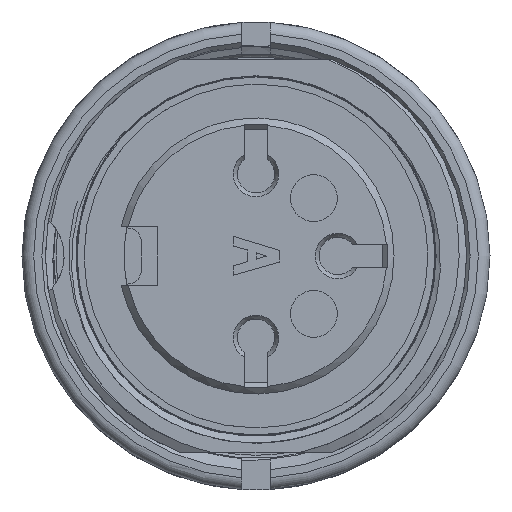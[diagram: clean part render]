
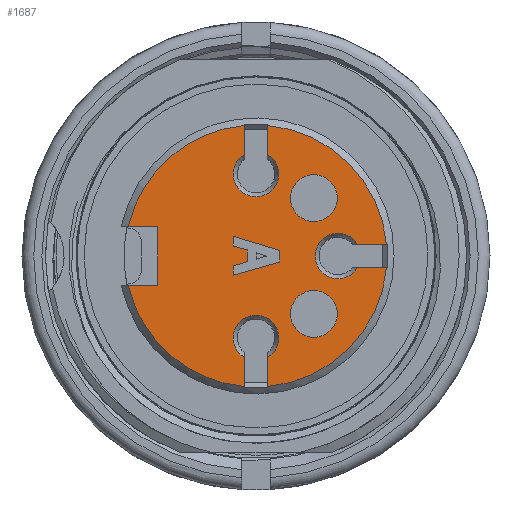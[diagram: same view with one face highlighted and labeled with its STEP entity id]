
A CAD part, front view. The second image highlights one B-rep face of the part: STEP entity #1687.
In plain terms, the highlighted planar face has unit normal (0, -1, 0).
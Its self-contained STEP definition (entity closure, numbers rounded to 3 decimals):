
#1060=FACE_BOUND('',#2749,.T.);
#1061=FACE_BOUND('',#2750,.T.);
#1062=FACE_BOUND('',#2751,.T.);
#1063=FACE_BOUND('',#2752,.T.);
#1384=CIRCLE('',#9579,1.);
#1385=CIRCLE('',#9580,5.6);
#1386=CIRCLE('',#9581,0.973);
#1387=CIRCLE('',#9582,5.6);
#1388=CIRCLE('',#9583,0.973);
#1389=CIRCLE('',#9584,5.6);
#1390=CIRCLE('',#9585,0.973);
#1391=CIRCLE('',#9586,5.6);
#1392=CIRCLE('',#9587,1.);
#1687=ADVANCED_FACE('',(#1060,#1061,#1062,#1063),#1997,.F.);
#1997=PLANE('',#9588);
#2749=EDGE_LOOP('',(#5545));
#2750=EDGE_LOOP('',(#5546,#5547,#5548,#5549,#5550,#5551,#5552,#5553));
#2751=EDGE_LOOP('',(#5554,#5555,#5556,#5557,#5558,#5559,#5560,#5561,#5562,
#5563,#5564,#5565,#5566,#5567,#5568,#5569));
#2752=EDGE_LOOP('',(#5570));
#3186=LINE('',#20600,#3820);
#3196=LINE('',#20631,#3830);
#3201=LINE('',#20640,#3835);
#3349=LINE('',#21727,#3983);
#3350=LINE('',#21730,#3984);
#3351=LINE('',#21732,#3985);
#3352=LINE('',#21734,#3986);
#3353=LINE('',#21736,#3987);
#3354=LINE('',#21738,#3988);
#3355=LINE('',#21740,#3989);
#3356=LINE('',#21742,#3990);
#3357=LINE('',#21745,#3991);
#3358=LINE('',#21749,#3992);
#3359=LINE('',#21753,#3993);
#3360=LINE('',#21757,#3994);
#3361=LINE('',#21761,#3995);
#3362=LINE('',#21765,#3996);
#3820=VECTOR('',#10211,1.);
#3830=VECTOR('',#10227,1.);
#3835=VECTOR('',#10234,1.);
#3983=VECTOR('',#10682,1.);
#3984=VECTOR('',#10683,1.);
#3985=VECTOR('',#10684,1.);
#3986=VECTOR('',#10685,1.);
#3987=VECTOR('',#10686,1.);
#3988=VECTOR('',#10687,1.);
#3989=VECTOR('',#10688,1.);
#3990=VECTOR('',#10689,1.);
#3991=VECTOR('',#10692,1.);
#3992=VECTOR('',#10695,1.);
#3993=VECTOR('',#10698,1.);
#3994=VECTOR('',#10701,1.);
#3995=VECTOR('',#10704,1.);
#3996=VECTOR('',#10707,1.);
#5545=ORIENTED_EDGE('',*,*,#8316,.F.);
#5546=ORIENTED_EDGE('',*,*,#8317,.T.);
#5547=ORIENTED_EDGE('',*,*,#8318,.T.);
#5548=ORIENTED_EDGE('',*,*,#8319,.T.);
#5549=ORIENTED_EDGE('',*,*,#8320,.T.);
#5550=ORIENTED_EDGE('',*,*,#8321,.T.);
#5551=ORIENTED_EDGE('',*,*,#8322,.T.);
#5552=ORIENTED_EDGE('',*,*,#8323,.T.);
#5553=ORIENTED_EDGE('',*,*,#8324,.T.);
#5554=ORIENTED_EDGE('',*,*,#8058,.T.);
#5555=ORIENTED_EDGE('',*,*,#8325,.T.);
#5556=ORIENTED_EDGE('',*,*,#8326,.F.);
#5557=ORIENTED_EDGE('',*,*,#8327,.F.);
#5558=ORIENTED_EDGE('',*,*,#8328,.F.);
#5559=ORIENTED_EDGE('',*,*,#8329,.T.);
#5560=ORIENTED_EDGE('',*,*,#8330,.F.);
#5561=ORIENTED_EDGE('',*,*,#8331,.F.);
#5562=ORIENTED_EDGE('',*,*,#8332,.F.);
#5563=ORIENTED_EDGE('',*,*,#8333,.T.);
#5564=ORIENTED_EDGE('',*,*,#8334,.F.);
#5565=ORIENTED_EDGE('',*,*,#8335,.F.);
#5566=ORIENTED_EDGE('',*,*,#8336,.F.);
#5567=ORIENTED_EDGE('',*,*,#8337,.T.);
#5568=ORIENTED_EDGE('',*,*,#8046,.T.);
#5569=ORIENTED_EDGE('',*,*,#8063,.T.);
#5570=ORIENTED_EDGE('',*,*,#8338,.F.);
#7112=VERTEX_POINT('',#20599);
#7113=VERTEX_POINT('',#20601);
#7122=VERTEX_POINT('',#20630);
#7123=VERTEX_POINT('',#20632);
#7280=VERTEX_POINT('',#21726);
#7281=VERTEX_POINT('',#21728);
#7282=VERTEX_POINT('',#21729);
#7283=VERTEX_POINT('',#21731);
#7284=VERTEX_POINT('',#21733);
#7285=VERTEX_POINT('',#21735);
#7286=VERTEX_POINT('',#21737);
#7287=VERTEX_POINT('',#21739);
#7288=VERTEX_POINT('',#21741);
#7289=VERTEX_POINT('',#21744);
#7290=VERTEX_POINT('',#21746);
#7291=VERTEX_POINT('',#21748);
#7292=VERTEX_POINT('',#21750);
#7293=VERTEX_POINT('',#21752);
#7294=VERTEX_POINT('',#21754);
#7295=VERTEX_POINT('',#21756);
#7296=VERTEX_POINT('',#21758);
#7297=VERTEX_POINT('',#21760);
#7298=VERTEX_POINT('',#21762);
#7299=VERTEX_POINT('',#21764);
#7300=VERTEX_POINT('',#21766);
#7301=VERTEX_POINT('',#21769);
#8046=EDGE_CURVE('',#7113,#7112,#3186,.T.);
#8058=EDGE_CURVE('',#7123,#7122,#3196,.T.);
#8063=EDGE_CURVE('',#7112,#7123,#3201,.T.);
#8316=EDGE_CURVE('',#7280,#7280,#1384,.T.);
#8317=EDGE_CURVE('',#7281,#7282,#3349,.T.);
#8318=EDGE_CURVE('',#7282,#7283,#3350,.T.);
#8319=EDGE_CURVE('',#7283,#7284,#3351,.T.);
#8320=EDGE_CURVE('',#7284,#7285,#3352,.T.);
#8321=EDGE_CURVE('',#7285,#7286,#3353,.T.);
#8322=EDGE_CURVE('',#7286,#7287,#3354,.T.);
#8323=EDGE_CURVE('',#7287,#7288,#3355,.T.);
#8324=EDGE_CURVE('',#7288,#7281,#3356,.T.);
#8325=EDGE_CURVE('',#7122,#7289,#1385,.T.);
#8326=EDGE_CURVE('',#7290,#7289,#3357,.T.);
#8327=EDGE_CURVE('',#7291,#7290,#1386,.T.);
#8328=EDGE_CURVE('',#7292,#7291,#3358,.T.);
#8329=EDGE_CURVE('',#7292,#7293,#1387,.T.);
#8330=EDGE_CURVE('',#7294,#7293,#3359,.T.);
#8331=EDGE_CURVE('',#7295,#7294,#1388,.T.);
#8332=EDGE_CURVE('',#7296,#7295,#3360,.T.);
#8333=EDGE_CURVE('',#7296,#7297,#1389,.T.);
#8334=EDGE_CURVE('',#7298,#7297,#3361,.T.);
#8335=EDGE_CURVE('',#7299,#7298,#1390,.T.);
#8336=EDGE_CURVE('',#7300,#7299,#3362,.T.);
#8337=EDGE_CURVE('',#7300,#7113,#1391,.T.);
#8338=EDGE_CURVE('',#7301,#7301,#1392,.T.);
#9579=AXIS2_PLACEMENT_3D('',#21725,#10680,#10681);
#9580=AXIS2_PLACEMENT_3D('',#21743,#10690,#10691);
#9581=AXIS2_PLACEMENT_3D('',#21747,#10693,#10694);
#9582=AXIS2_PLACEMENT_3D('',#21751,#10696,#10697);
#9583=AXIS2_PLACEMENT_3D('',#21755,#10699,#10700);
#9584=AXIS2_PLACEMENT_3D('',#21759,#10702,#10703);
#9585=AXIS2_PLACEMENT_3D('',#21763,#10705,#10706);
#9586=AXIS2_PLACEMENT_3D('',#21767,#10708,#10709);
#9587=AXIS2_PLACEMENT_3D('',#21768,#10710,#10711);
#9588=AXIS2_PLACEMENT_3D('',#21770,#10712,#10713);
#10211=DIRECTION('',(1.,0.,0.));
#10227=DIRECTION('',(-1.,0.,0.));
#10234=DIRECTION('',(0.,0.,-1.));
#10680=DIRECTION('',(0.,-1.,0.));
#10681=DIRECTION('',(0.,0.,1.));
#10682=DIRECTION('',(0.,0.,-1.));
#10683=DIRECTION('',(-0.963,0.,-0.27));
#10684=DIRECTION('',(0.,0.,1.));
#10685=DIRECTION('',(0.958,0.,0.287));
#10686=DIRECTION('',(0.,0.,1.));
#10687=DIRECTION('',(-0.966,0.,0.258));
#10688=DIRECTION('',(0.,0.,1.));
#10689=DIRECTION('',(0.958,0.,-0.287));
#10690=DIRECTION('',(0.,-1.,0.));
#10691=DIRECTION('',(0.,0.,1.));
#10692=DIRECTION('',(0.,0.,-1.));
#10693=DIRECTION('',(0.,-1.,0.));
#10694=DIRECTION('',(0.514,0.,-0.858));
#10695=DIRECTION('',(0.,0.,1.));
#10696=DIRECTION('',(0.,-1.,0.));
#10697=DIRECTION('',(0.,0.,1.));
#10698=DIRECTION('',(1.,0.,0.));
#10699=DIRECTION('',(0.,-1.,0.));
#10700=DIRECTION('',(0.858,0.,0.514));
#10701=DIRECTION('',(-1.,0.,0.));
#10702=DIRECTION('',(0.,-1.,0.));
#10703=DIRECTION('',(0.,0.,1.));
#10704=DIRECTION('',(0.,0.,1.));
#10705=DIRECTION('',(0.,-1.,0.));
#10706=DIRECTION('',(-0.514,0.,0.858));
#10707=DIRECTION('',(0.,0.,-1.));
#10708=DIRECTION('',(0.,-1.,0.));
#10709=DIRECTION('',(0.,0.,1.));
#10710=DIRECTION('',(0.,-1.,0.));
#10711=DIRECTION('',(0.,0.,1.));
#10712=DIRECTION('',(0.,1.,0.));
#10713=DIRECTION('',(0.,0.,1.));
#20599=CARTESIAN_POINT('',(-3.604,-24.606,1.25));
#20600=CARTESIAN_POINT('',(-3.604,-24.606,1.25));
#20601=CARTESIAN_POINT('',(-4.863,-24.606,1.25));
#20630=CARTESIAN_POINT('',(-4.863,-24.606,-1.25));
#20631=CARTESIAN_POINT('',(-5.783,-24.606,-1.25));
#20632=CARTESIAN_POINT('',(-3.604,-24.606,-1.25));
#20640=CARTESIAN_POINT('',(-3.604,-24.606,-1.25));
#21725=CARTESIAN_POINT('',(3.071,-24.606,2.475));
#21726=CARTESIAN_POINT('',(3.071,-24.606,3.475));
#21727=CARTESIAN_POINT('',(1.616,-24.606,0.24));
#21728=CARTESIAN_POINT('',(1.616,-24.606,0.24));
#21729=CARTESIAN_POINT('',(1.616,-24.606,-0.26));
#21730=CARTESIAN_POINT('',(1.616,-24.606,-0.26));
#21731=CARTESIAN_POINT('',(-0.384,-24.606,-0.82));
#21732=CARTESIAN_POINT('',(-0.384,-24.606,-0.82));
#21733=CARTESIAN_POINT('',(-0.384,-24.606,-0.42));
#21734=CARTESIAN_POINT('',(-0.384,-24.606,-0.42));
#21735=CARTESIAN_POINT('',(0.216,-24.606,-0.24));
#21736=CARTESIAN_POINT('',(0.216,-24.606,-0.24));
#21737=CARTESIAN_POINT('',(0.216,-24.606,0.26));
#21738=CARTESIAN_POINT('',(0.216,-24.606,0.26));
#21739=CARTESIAN_POINT('',(-0.384,-24.606,0.42));
#21740=CARTESIAN_POINT('',(-0.384,-24.606,0.42));
#21741=CARTESIAN_POINT('',(-0.384,-24.606,0.84));
#21742=CARTESIAN_POINT('',(-0.384,-24.606,0.84));
#21743=CARTESIAN_POINT('',(0.596,-24.606,0.));
#21744=CARTESIAN_POINT('',(0.096,-24.606,-5.578));
#21745=CARTESIAN_POINT('',(0.096,-24.606,-4.335));
#21746=CARTESIAN_POINT('',(0.096,-24.606,-4.335));
#21747=CARTESIAN_POINT('',(0.596,-24.606,-3.5));
#21748=CARTESIAN_POINT('',(1.096,-24.606,-4.335));
#21749=CARTESIAN_POINT('',(1.096,-24.606,-5.7));
#21750=CARTESIAN_POINT('',(1.096,-24.606,-5.578));
#21751=CARTESIAN_POINT('',(0.596,-24.606,0.));
#21752=CARTESIAN_POINT('',(6.174,-24.606,-0.5));
#21753=CARTESIAN_POINT('',(4.931,-24.606,-0.5));
#21754=CARTESIAN_POINT('',(4.931,-24.606,-0.5));
#21755=CARTESIAN_POINT('',(4.096,-24.606,0.));
#21756=CARTESIAN_POINT('',(4.931,-24.606,0.5));
#21757=CARTESIAN_POINT('',(6.296,-24.606,0.5));
#21758=CARTESIAN_POINT('',(6.174,-24.606,0.5));
#21759=CARTESIAN_POINT('',(0.596,-24.606,0.));
#21760=CARTESIAN_POINT('',(1.096,-24.606,5.578));
#21761=CARTESIAN_POINT('',(1.096,-24.606,4.335));
#21762=CARTESIAN_POINT('',(1.096,-24.606,4.335));
#21763=CARTESIAN_POINT('',(0.596,-24.606,3.5));
#21764=CARTESIAN_POINT('',(0.096,-24.606,4.335));
#21765=CARTESIAN_POINT('',(0.096,-24.606,5.7));
#21766=CARTESIAN_POINT('',(0.096,-24.606,5.578));
#21767=CARTESIAN_POINT('',(0.596,-24.606,0.));
#21768=CARTESIAN_POINT('',(3.071,-24.606,-2.475));
#21769=CARTESIAN_POINT('',(3.071,-24.606,-1.475));
#21770=CARTESIAN_POINT('',(0.596,-24.606,5.9));
